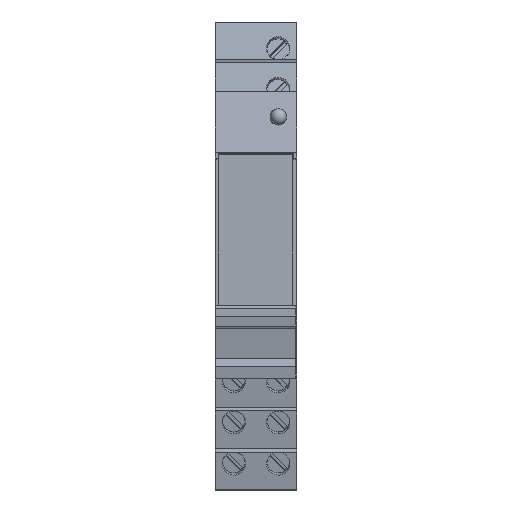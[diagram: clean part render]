
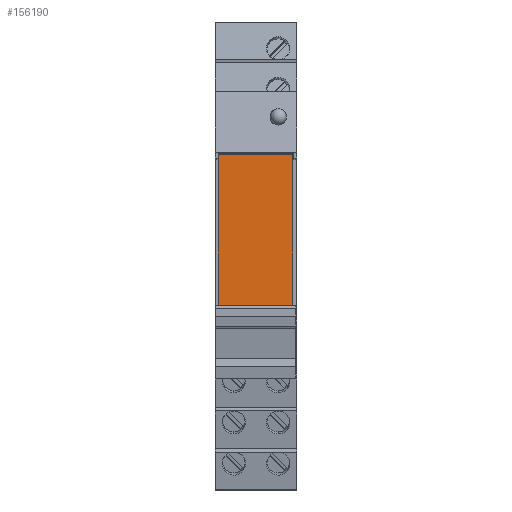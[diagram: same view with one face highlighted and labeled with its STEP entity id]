
A CAD part, top view. The second image highlights one B-rep face of the part: STEP entity #156190.
In plain terms, the highlighted face is planar.
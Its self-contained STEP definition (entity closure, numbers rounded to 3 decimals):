
#154800=CARTESIAN_POINT('',(0.,6.25,-15.7));
#154810=VERTEX_POINT('',#154800);
#154980=CARTESIAN_POINT('',(0.,-6.45,-15.7));
#154990=VERTEX_POINT('',#154980);
#155020=CARTESIAN_POINT('',(0.,0.,-15.7));
#155030=DIRECTION('',(0.,1.,0.));
#155040=VECTOR('',#155030,1.);
#155050=LINE('',#155020,#155040);
#155060=EDGE_CURVE('',#154990,#154810,#155050,.T.);
#155200=CARTESIAN_POINT('',(29.,-6.45,-15.7));
#155210=VERTEX_POINT('',#155200);
#155380=CARTESIAN_POINT('',(29.,6.25,-15.7));
#155390=VERTEX_POINT('',#155380);
#155420=CARTESIAN_POINT('',(29.,0.,-15.7));
#155430=DIRECTION('',(0.,-1.,0.));
#155440=VECTOR('',#155430,1.);
#155450=LINE('',#155420,#155440);
#155460=EDGE_CURVE('',#155390,#155210,#155450,.T.);
#155980=CARTESIAN_POINT('',(14.5,-0.1,-15.7));
#155990=DIRECTION('',(0.,0.,1.));
#156000=DIRECTION('',(1.,0.,0.));
#156010=AXIS2_PLACEMENT_3D('',#155980,#155990,#156000);
#156020=PLANE('',#156010);
#156030=ORIENTED_EDGE('',*,*,#155060,.T.);
#156040=CARTESIAN_POINT('',(0.,-6.45,-15.7));
#156050=DIRECTION('',(1.,0.,0.));
#156060=VECTOR('',#156050,1.);
#156070=LINE('',#156040,#156060);
#156080=EDGE_CURVE('',#154990,#155210,#156070,.T.);
#156090=ORIENTED_EDGE('',*,*,#156080,.F.);
#156100=ORIENTED_EDGE('',*,*,#155460,.T.);
#156110=CARTESIAN_POINT('',(0.,6.25,-15.7));
#156120=DIRECTION('',(1.,0.,0.));
#156130=VECTOR('',#156120,1.);
#156140=LINE('',#156110,#156130);
#156150=EDGE_CURVE('',#154810,#155390,#156140,.T.);
#156160=ORIENTED_EDGE('',*,*,#156150,.T.);
#156170=EDGE_LOOP('',(#156160,#156100,#156090,#156030));
#156180=FACE_OUTER_BOUND('',#156170,.T.);
#156190=ADVANCED_FACE('',(#156180),#156020,.F.);
